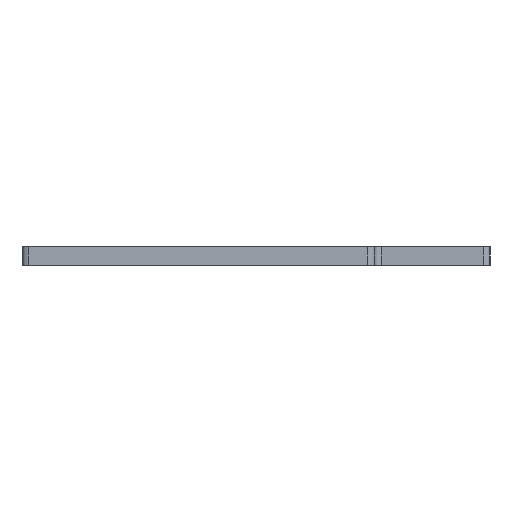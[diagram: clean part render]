
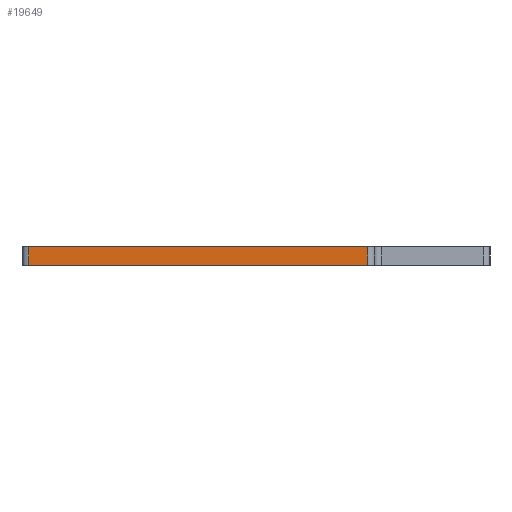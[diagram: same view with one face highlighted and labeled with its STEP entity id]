
A CAD part, left-side view. The second image highlights one B-rep face of the part: STEP entity #19649.
In plain terms, the highlighted planar face has unit normal (-1, 0, 0).
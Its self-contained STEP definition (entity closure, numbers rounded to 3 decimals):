
#1932=CARTESIAN_POINT('',(-114.3,-18.233,11.));
#1933=VERTEX_POINT('',#1932);
#1941=CARTESIAN_POINT('',(-114.3,36.975,11.));
#1942=VERTEX_POINT('',#1941);
#1943=CARTESIAN_POINT('',(-114.3,-18.233,11.));
#1944=DIRECTION('',(0.,1.,0.));
#1945=VECTOR('',#1944,55.208);
#1946=LINE('',#1943,#1945);
#1947=EDGE_CURVE('',#1933,#1942,#1946,.T.);
#5361=CARTESIAN_POINT('',(-114.3,36.975,14.));
#5362=VERTEX_POINT('',#5361);
#5370=CARTESIAN_POINT('',(-114.3,-18.233,14.));
#5371=VERTEX_POINT('',#5370);
#5372=CARTESIAN_POINT('',(-114.3,-18.233,14.));
#5373=DIRECTION('',(0.,1.,0.));
#5374=VECTOR('',#5373,55.208);
#5375=LINE('',#5372,#5374);
#5376=EDGE_CURVE('',#5371,#5362,#5375,.T.);
#19628=CARTESIAN_POINT('',(-114.3,9.371,14.));
#19629=DIRECTION('',(-1.,0.,0.));
#19630=DIRECTION('',(0.,0.,1.));
#19631=AXIS2_PLACEMENT_3D('',#19628,#19629,#19630);
#19632=PLANE('',#19631);
#19633=ORIENTED_EDGE('',*,*,#5376,.T.);
#19634=CARTESIAN_POINT('',(-114.3,36.975,14.));
#19635=DIRECTION('',(-0.,0.,-1.));
#19636=VECTOR('',#19635,3.);
#19637=LINE('',#19634,#19636);
#19638=EDGE_CURVE('',#5362,#1942,#19637,.T.);
#19639=ORIENTED_EDGE('',*,*,#19638,.T.);
#19640=ORIENTED_EDGE('',*,*,#1947,.F.);
#19641=CARTESIAN_POINT('',(-114.3,-18.233,11.));
#19642=DIRECTION('',(0.,-0.,1.));
#19643=VECTOR('',#19642,3.);
#19644=LINE('',#19641,#19643);
#19645=EDGE_CURVE('',#1933,#5371,#19644,.T.);
#19646=ORIENTED_EDGE('',*,*,#19645,.T.);
#19647=EDGE_LOOP('',(#19633,#19639,#19640,#19646));
#19648=FACE_BOUND('',#19647,.T.);
#19649=ADVANCED_FACE('',(#19648),#19632,.T.);
